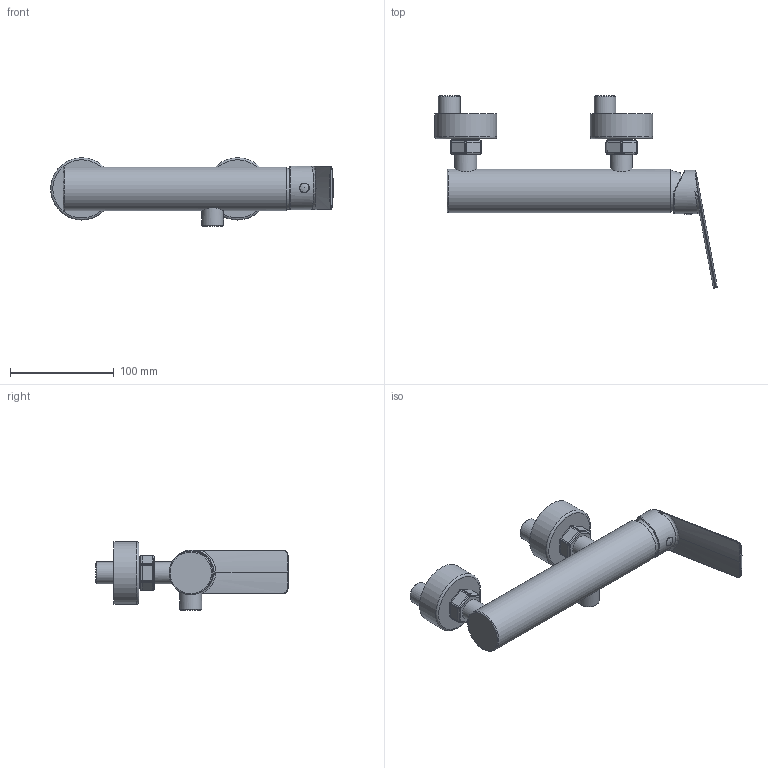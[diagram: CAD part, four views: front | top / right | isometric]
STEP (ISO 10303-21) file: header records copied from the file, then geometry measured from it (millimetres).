
FILE_DESCRIPTION(('HOOPS Exchange Step'),'2;1');
FILE_NAME('temp_export','2024-02-20T10:20:49+01:00',('CiBrutta'),('Shapr3D Limited'),'HOOPS Exchange 2023.2','Shapr3D','Authorized');
FILE_SCHEMA( ('AUTOMOTIVE_DESIGN { 1 0 10303 214 1 1 1 1 }') );
Length unit declared in the file: millimetre
Products named in the file (11): ATAO005C001; Importato 07; SPLMAC0001; ATAO604A001; tao1000.stp; corpo doccia; Solido1; eddentrici:1; LOG0010.stp; root
Assembly tree (10 placements, depth 5):
  root
    tao1000.stp
      ATAO604A001
        ATAO005C001
        SPLMAC0001
          Importato 07
    LOG0010.stp
      corpo doccia
      eddentrici:1
        Solido1
        Solido1
Bounding box: 272.24 x 185.27 x 66 mm (x, y, z)
Volume: 338613.1 mm3; surface area: 79819.4 mm2
Topology: 3 solids, 9 shells, 260 faces, 612 edges, 373 vertices
Faces by surface type: cylinder 105, sphere 53, plane 52, bspline 27, cone 12, torus 11
Full cylindrical faces by diameter (mm): 4 x1, 7.6 x1, 9.3 x1, 17 x1, 21 x9, 40 x1, 42 x2, 60 x2
Entity records: 11449 total; most frequent: CARTESIAN_POINT 5321, DIRECTION 1314, ORIENTED_EDGE 1206, EDGE_CURVE 609, AXIS2_PLACEMENT_3D 563, VERTEX_POINT 373, CIRCLE 313, EDGE_LOOP 278
